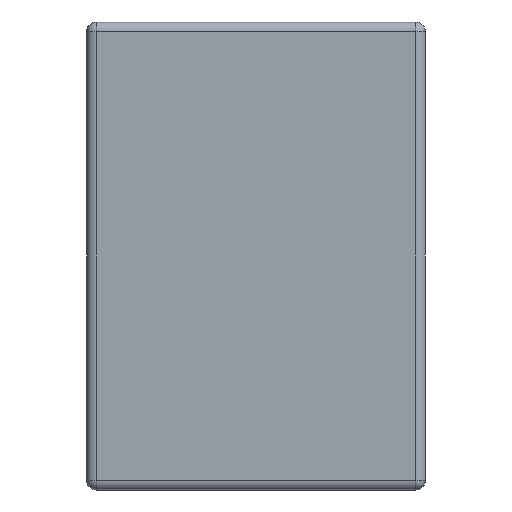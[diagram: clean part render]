
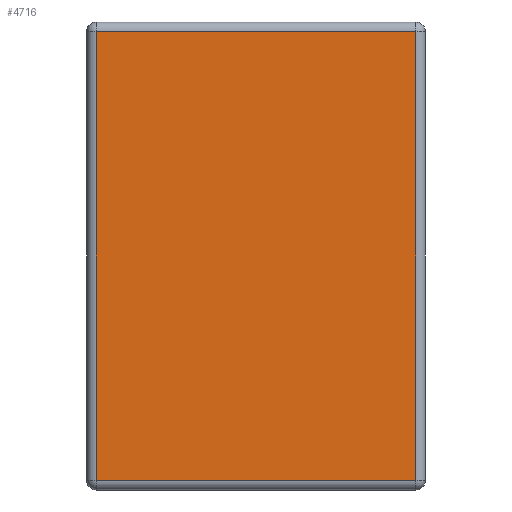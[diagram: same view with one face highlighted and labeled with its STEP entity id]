
A CAD part, left-side view. The second image highlights one B-rep face of the part: STEP entity #4716.
In plain terms, the highlighted planar face has unit normal (-1, 0, 0).
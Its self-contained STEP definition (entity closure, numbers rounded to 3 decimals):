
#57 = AXIS2_PLACEMENT_3D ( 'NONE', #106, #3817, #2710 ) ;
#106 = CARTESIAN_POINT ( 'NONE',  ( 0., 0., 0. ) ) ;
#173 = VECTOR ( 'NONE', #186, 1000. ) ;
#186 = DIRECTION ( 'NONE',  ( 0., 0., -1. ) ) ;
#381 = CARTESIAN_POINT ( 'NONE',  ( 0., 1.02, -0.03 ) ) ;
#487 = PLANE ( 'NONE',  #57 ) ;
#843 = LINE ( 'NONE', #4647, #2547 ) ;
#1027 = DIRECTION ( 'NONE',  ( 0., 0., 1. ) ) ;
#1095 = VECTOR ( 'NONE', #1027, 1000. ) ;
#1213 = LINE ( 'NONE', #3233, #1095 ) ;
#1345 = EDGE_LOOP ( 'NONE', ( #3496, #1474, #1928, #4147 ) ) ;
#1452 = LINE ( 'NONE', #3907, #3394 ) ;
#1474 = ORIENTED_EDGE ( 'NONE', *, *, #3180, .T. ) ;
#1753 = LINE ( 'NONE', #2428, #173 ) ;
#1842 = EDGE_CURVE ( 'NONE', #3641, #3919, #1452, .T. ) ;
#1928 = ORIENTED_EDGE ( 'NONE', *, *, #1842, .T. ) ;
#2428 = CARTESIAN_POINT ( 'NONE',  ( 0., 1.02, -1.45 ) ) ;
#2547 = VECTOR ( 'NONE', #2837, 1000. ) ;
#2710 = DIRECTION ( 'NONE',  ( 0., 0., 1. ) ) ;
#2837 = DIRECTION ( 'NONE',  ( 0., -1., 0. ) ) ;
#3180 = EDGE_CURVE ( 'NONE', #3217, #3641, #1213, .T. ) ;
#3217 = VERTEX_POINT ( 'NONE', #4347 ) ;
#3233 = CARTESIAN_POINT ( 'NONE',  ( 0., 0.03, 0. ) ) ;
#3394 = VECTOR ( 'NONE', #4650, 1000. ) ;
#3496 = ORIENTED_EDGE ( 'NONE', *, *, #3507, .T. ) ;
#3507 = EDGE_CURVE ( 'NONE', #4228, #3217, #843, .T. ) ;
#3641 = VERTEX_POINT ( 'NONE', #3806 ) ;
#3668 = EDGE_CURVE ( 'NONE', #3919, #4228, #1753, .T. ) ;
#3806 = CARTESIAN_POINT ( 'NONE',  ( 0., 0.03, -0.03 ) ) ;
#3817 = DIRECTION ( 'NONE',  ( -1., 0., 0. ) ) ;
#3907 = CARTESIAN_POINT ( 'NONE',  ( 0., 1.05, -0.03 ) ) ;
#3919 = VERTEX_POINT ( 'NONE', #381 ) ;
#4007 = CARTESIAN_POINT ( 'NONE',  ( 0., 1.02, -1.42 ) ) ;
#4147 = ORIENTED_EDGE ( 'NONE', *, *, #3668, .T. ) ;
#4228 = VERTEX_POINT ( 'NONE', #4007 ) ;
#4326 = FACE_OUTER_BOUND ( 'NONE', #1345, .T. ) ;
#4347 = CARTESIAN_POINT ( 'NONE',  ( 0., 0.03, -1.42 ) ) ;
#4647 = CARTESIAN_POINT ( 'NONE',  ( 0., 0., -1.42 ) ) ;
#4650 = DIRECTION ( 'NONE',  ( 0., 1., 0. ) ) ;
#4716 = ADVANCED_FACE ( 'NONE', ( #4326 ), #487, .T. ) ;
